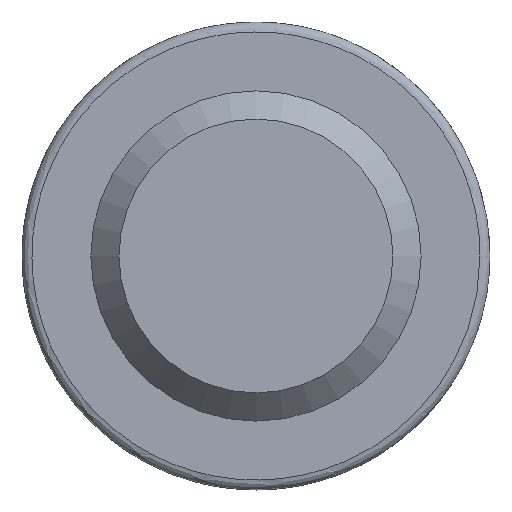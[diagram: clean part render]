
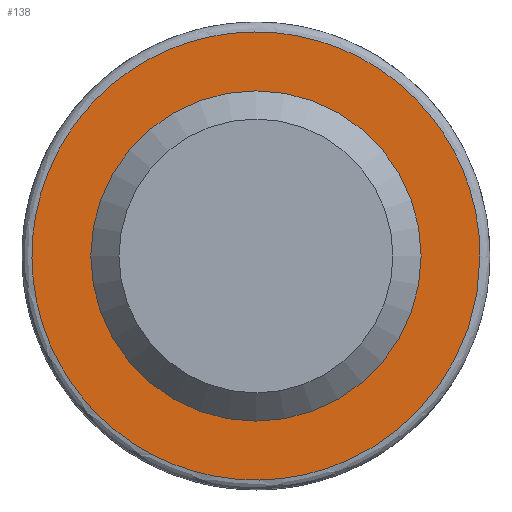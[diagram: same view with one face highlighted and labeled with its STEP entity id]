
A CAD part, left-side view. The second image highlights one B-rep face of the part: STEP entity #138.
In plain terms, the highlighted planar face has unit normal (-1, 0, 0).
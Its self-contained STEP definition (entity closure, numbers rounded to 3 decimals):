
#16=B_SPLINE_CURVE_WITH_KNOTS('',3,(#386,#387,#388,#389,#390,#391,#392,
#393,#394,#395,#396,#397,#398,#399,#400,#401,#402,#403,#404,#405,#406,#407),
 .UNSPECIFIED.,.T.,.F.,(4,1,1,1,1,1,1,1,1,1,1,1,1,1,1,1,1,1,1,4),(0.,3.55,
7.1,9.467,11.834,14.201,16.567,
18.934,21.301,23.668,26.034,28.401,
30.768,33.135,35.501,37.868,40.235,
42.602,46.152,49.702),.UNSPECIFIED.);
#24=FACE_BOUND('',#52,.T.);
#30=PLANE('',#166);
#39=FACE_OUTER_BOUND('',#51,.T.);
#51=EDGE_LOOP('',(#117));
#52=EDGE_LOOP('',(#118));
#70=CIRCLE('',#167,58.585);
#77=VERTEX_POINT('',#378);
#79=VERTEX_POINT('',#456);
#89=EDGE_CURVE('',#77,#77,#16,.T.);
#93=EDGE_CURVE('',#79,#79,#70,.T.);
#117=ORIENTED_EDGE('',*,*,#89,.F.);
#118=ORIENTED_EDGE('',*,*,#93,.T.);
#138=ADVANCED_FACE('',(#39,#24),#30,.F.);
#166=AXIS2_PLACEMENT_3D('',#455,#195,#196);
#167=AXIS2_PLACEMENT_3D('',#457,#197,#198);
#195=DIRECTION('center_axis',(1.,0.,0.));
#196=DIRECTION('ref_axis',(0.,1.,0.));
#197=DIRECTION('center_axis',(1.,0.,0.));
#198=DIRECTION('ref_axis',(0.,1.,0.));
#378=CARTESIAN_POINT('',(0.,-79.464,0.));
#386=CARTESIAN_POINT('Ctrl Pts',(0.,-79.464,0.));
#387=CARTESIAN_POINT('Ctrl Pts',(0.,-79.464,-11.888));
#388=CARTESIAN_POINT('Ctrl Pts',(0.,-74.049,-35.66));
#389=CARTESIAN_POINT('Ctrl Pts',(0.,-53.768,-61.068));
#390=CARTESIAN_POINT('Ctrl Pts',(0.,-29.466,-75.08));
#391=CARTESIAN_POINT('Ctrl Pts',(0.,-6.029,-80.436));
#392=CARTESIAN_POINT('Ctrl Pts',(0.,17.949,-78.637));
#393=CARTESIAN_POINT('Ctrl Pts',(0.,40.329,-69.854));
#394=CARTESIAN_POINT('Ctrl Pts',(0.,59.128,-54.862));
#395=CARTESIAN_POINT('Ctrl Pts',(0.,72.672,-34.997));
#396=CARTESIAN_POINT('Ctrl Pts',(0.,79.759,-12.022));
#397=CARTESIAN_POINT('Ctrl Pts',(0.,79.759,12.022));
#398=CARTESIAN_POINT('Ctrl Pts',(0.,72.672,34.997));
#399=CARTESIAN_POINT('Ctrl Pts',(0.,59.128,54.862));
#400=CARTESIAN_POINT('Ctrl Pts',(0.,40.33,69.854));
#401=CARTESIAN_POINT('Ctrl Pts',(0.,17.949,78.636));
#402=CARTESIAN_POINT('Ctrl Pts',(0.,-6.029,80.437));
#403=CARTESIAN_POINT('Ctrl Pts',(0.,-29.466,75.08));
#404=CARTESIAN_POINT('Ctrl Pts',(0.,-53.768,61.068));
#405=CARTESIAN_POINT('Ctrl Pts',(0.,-74.049,35.66));
#406=CARTESIAN_POINT('Ctrl Pts',(0.,-79.464,11.888));
#407=CARTESIAN_POINT('Ctrl Pts',(0.,-79.464,0.));
#455=CARTESIAN_POINT('Origin',(0.,0.,0.));
#456=CARTESIAN_POINT('',(0.,-58.585,0.));
#457=CARTESIAN_POINT('Origin',(0.,0.,0.));
